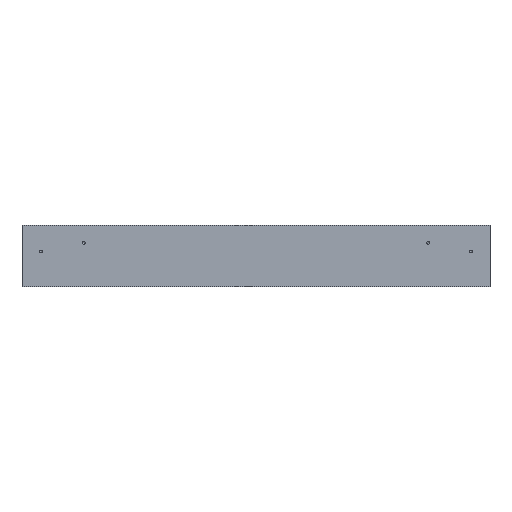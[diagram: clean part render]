
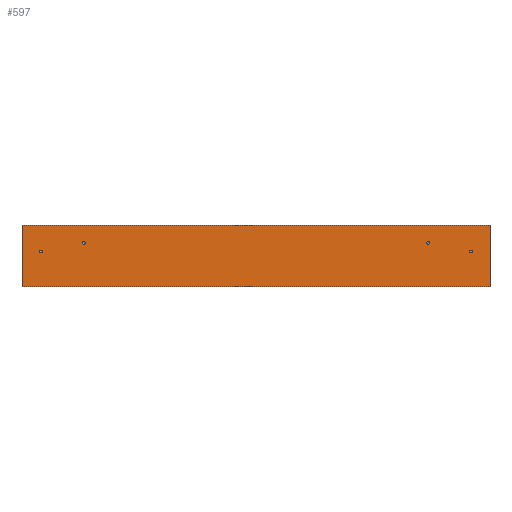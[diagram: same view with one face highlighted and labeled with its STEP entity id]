
A CAD part, top view. The second image highlights one B-rep face of the part: STEP entity #597.
In plain terms, the highlighted planar face has unit normal (0, 0, 1).
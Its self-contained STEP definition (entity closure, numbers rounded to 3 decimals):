
#19=FACE_BOUND('',#136,.T.);
#20=FACE_BOUND('',#137,.T.);
#21=FACE_BOUND('',#138,.T.);
#22=FACE_BOUND('',#139,.T.);
#41=PLANE('',#686);
#95=FACE_OUTER_BOUND('',#135,.T.);
#135=EDGE_LOOP('',(#547,#548,#549,#550));
#136=EDGE_LOOP('',(#551));
#137=EDGE_LOOP('',(#552));
#138=EDGE_LOOP('',(#553));
#139=EDGE_LOOP('',(#554));
#174=LINE('',#1072,#214);
#176=LINE('',#1077,#216);
#179=LINE('',#1082,#219);
#180=LINE('',#1084,#220);
#214=VECTOR('',#863,10.);
#216=VECTOR('',#869,10.);
#219=VECTOR('',#874,10.);
#220=VECTOR('',#877,10.);
#222=CIRCLE('',#616,0.812);
#224=CIRCLE('',#620,0.812);
#226=CIRCLE('',#624,0.812);
#228=CIRCLE('',#628,0.812);
#259=VERTEX_POINT('',#887);
#262=VERTEX_POINT('',#896);
#265=VERTEX_POINT('',#905);
#268=VERTEX_POINT('',#914);
#309=VERTEX_POINT('',#1069);
#310=VERTEX_POINT('',#1071);
#311=VERTEX_POINT('',#1076);
#312=VERTEX_POINT('',#1080);
#315=EDGE_CURVE('',#259,#259,#222,.T.);
#319=EDGE_CURVE('',#262,#262,#224,.T.);
#323=EDGE_CURVE('',#265,#265,#226,.T.);
#327=EDGE_CURVE('',#268,#268,#228,.T.);
#388=EDGE_CURVE('',#309,#310,#174,.T.);
#390=EDGE_CURVE('',#311,#310,#176,.T.);
#393=EDGE_CURVE('',#309,#312,#179,.T.);
#394=EDGE_CURVE('',#312,#311,#180,.T.);
#547=ORIENTED_EDGE('',*,*,#388,.F.);
#548=ORIENTED_EDGE('',*,*,#393,.T.);
#549=ORIENTED_EDGE('',*,*,#394,.T.);
#550=ORIENTED_EDGE('',*,*,#390,.T.);
#551=ORIENTED_EDGE('',*,*,#315,.T.);
#552=ORIENTED_EDGE('',*,*,#319,.T.);
#553=ORIENTED_EDGE('',*,*,#323,.T.);
#554=ORIENTED_EDGE('',*,*,#327,.T.);
#597=ADVANCED_FACE('',(#95,#19,#20,#21,#22),#41,.T.);
#616=AXIS2_PLACEMENT_3D('',#888,#697,#698);
#620=AXIS2_PLACEMENT_3D('',#897,#707,#708);
#624=AXIS2_PLACEMENT_3D('',#906,#717,#718);
#628=AXIS2_PLACEMENT_3D('',#915,#727,#728);
#686=AXIS2_PLACEMENT_3D('',#1083,#875,#876);
#697=DIRECTION('center_axis',(0.,0.,-1.));
#698=DIRECTION('ref_axis',(1.,0.,0.));
#707=DIRECTION('center_axis',(0.,0.,-1.));
#708=DIRECTION('ref_axis',(1.,0.,0.));
#717=DIRECTION('center_axis',(0.,0.,-1.));
#718=DIRECTION('ref_axis',(1.,0.,0.));
#727=DIRECTION('center_axis',(0.,0.,-1.));
#728=DIRECTION('ref_axis',(1.,0.,0.));
#863=DIRECTION('',(-1.,0.,0.));
#869=DIRECTION('',(0.,-1.,0.));
#874=DIRECTION('',(0.,1.,0.));
#875=DIRECTION('center_axis',(0.,0.,1.));
#876=DIRECTION('ref_axis',(-1.,0.,0.));
#877=DIRECTION('',(-1.,0.,0.));
#887=CARTESIAN_POINT('',(267.159,80.983,-9.202));
#888=CARTESIAN_POINT('Origin',(267.97,80.983,-9.202));
#896=CARTESIAN_POINT('',(242.159,85.983,-9.202));
#897=CARTESIAN_POINT('Origin',(242.97,85.983,-9.202));
#905=CARTESIAN_POINT('',(17.159,80.983,-9.202));
#906=CARTESIAN_POINT('Origin',(17.97,80.983,-9.202));
#914=CARTESIAN_POINT('',(42.159,85.983,-9.202));
#915=CARTESIAN_POINT('Origin',(42.97,85.983,-9.202));
#1069=CARTESIAN_POINT('',(278.92,60.547,-9.202));
#1071=CARTESIAN_POINT('',(7.02,60.547,-9.202));
#1072=CARTESIAN_POINT('',(211.045,60.547,-9.202));
#1076=CARTESIAN_POINT('',(7.02,96.145,-9.202));
#1077=CARTESIAN_POINT('',(7.02,98.346,-9.202));
#1080=CARTESIAN_POINT('',(278.92,96.145,-9.202));
#1082=CARTESIAN_POINT('',(278.92,70.93,-9.202));
#1083=CARTESIAN_POINT('Origin',(279.12,100.547,-9.202));
#1084=CARTESIAN_POINT('',(137.97,96.145,-9.202));
